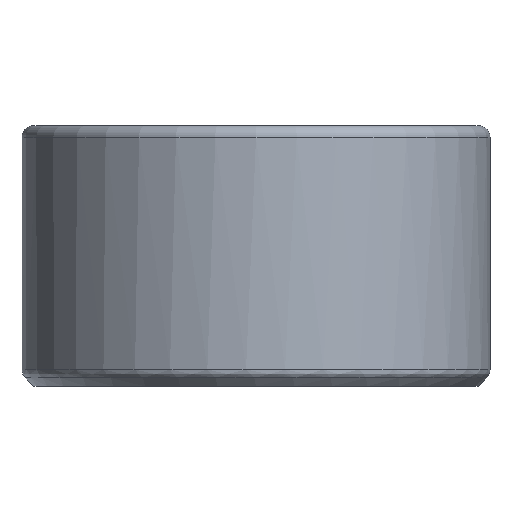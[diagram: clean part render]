
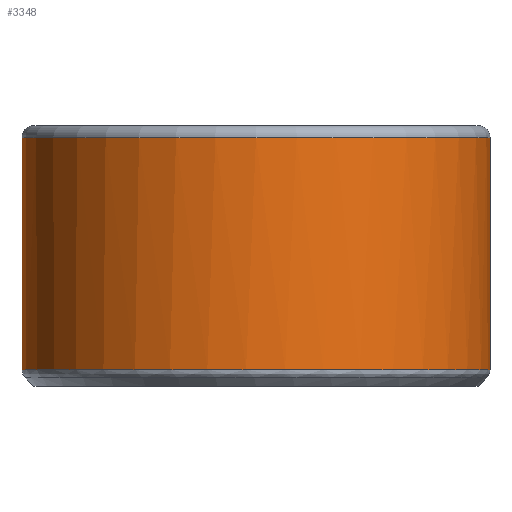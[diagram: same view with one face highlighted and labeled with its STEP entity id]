
A CAD part, front view. The second image highlights one B-rep face of the part: STEP entity #3348.
In plain terms, the highlighted cylindrical face has radius 19.75 mm (diameter 39.5 mm), a full revolution.
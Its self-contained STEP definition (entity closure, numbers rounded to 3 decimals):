
#484 = ( BOUNDED_SURFACE() B_SPLINE_SURFACE(2,14,(
    (#485,#486,#487,#488,#489,#490,#491,#492,#493,#494,#495,#496,#497
      ,#498,#499)
    ,(#500,#501,#502,#503,#504,#505,#506,#507,#508,#509,#510,#511,#512
      ,#513,#514)
    ,(#515,#516,#517,#518,#519,#520,#521,#522,#523,#524,#525,#526,#527
      ,#528,#529
)),.UNSPECIFIED.,.F.,.T.,.F.) B_SPLINE_SURFACE_WITH_KNOTS((3,3),(15,15),
  (0.,124.093),(0.,124.093),
.PIECEWISE_BEZIER_KNOTS.) GEOMETRIC_REPRESENTATION_ITEM() 
RATIONAL_B_SPLINE_SURFACE((
    (1.,1.,1.,1.,1.
      ,1.,1.,1.,1.
      ,1.,1.,1.,1.,1.,1.
      )
    ,(0.924,0.924,0.924,0.924
      ,0.924,0.924,0.924,0.924
      ,0.924,0.924,0.924,0.924
      ,0.924,0.924,0.924)
    ,(1.,1.,1.,1.,1.
      ,1.,1.,1.,1.
      ,1.,1.,1.,1.,1.,1.
))) REPRESENTATION_ITEM('') SURFACE() );
#485 = CARTESIAN_POINT('',(19.75,0.,1.414));
#486 = CARTESIAN_POINT('',(19.75,8.736,1.414
    ));
#487 = CARTESIAN_POINT('',(15.59,17.657,
    1.414));
#488 = CARTESIAN_POINT('',(6.976,24.439,1.414
    ));
#489 = CARTESIAN_POINT('',(-4.773,26.669,
    1.414));
#490 = CARTESIAN_POINT('',(-16.944,22.255,
    1.414));
#491 = CARTESIAN_POINT('',(-25.108,13.517,
    1.414));
#492 = CARTESIAN_POINT('',(-30.273,0.,
    1.414));
#493 = CARTESIAN_POINT('',(-25.108,-13.517,1.414
    ));
#494 = CARTESIAN_POINT('',(-16.944,-22.255,
    1.414));
#495 = CARTESIAN_POINT('',(-4.773,-26.669,
    1.414));
#496 = CARTESIAN_POINT('',(6.976,-24.439,1.414)
  );
#497 = CARTESIAN_POINT('',(15.59,-17.657,
    1.414));
#498 = CARTESIAN_POINT('',(19.75,-8.736,
    1.414));
#499 = CARTESIAN_POINT('',(19.75,0.,1.414));
#500 = CARTESIAN_POINT('',(19.75,0.,1.));
#501 = CARTESIAN_POINT('',(19.75,8.736,1.));
#502 = CARTESIAN_POINT('',(15.59,17.657,1.));
#503 = CARTESIAN_POINT('',(6.976,24.439,1.));
#504 = CARTESIAN_POINT('',(-4.773,26.669,1.
    ));
#505 = CARTESIAN_POINT('',(-16.944,22.255,
    1.));
#506 = CARTESIAN_POINT('',(-25.108,13.517,
    1.));
#507 = CARTESIAN_POINT('',(-30.273,0.,
    1.));
#508 = CARTESIAN_POINT('',(-25.108,-13.517,1.
    ));
#509 = CARTESIAN_POINT('',(-16.944,-22.255,
    1.));
#510 = CARTESIAN_POINT('',(-4.773,-26.669,
    1.));
#511 = CARTESIAN_POINT('',(6.976,-24.439,1.));
#512 = CARTESIAN_POINT('',(15.59,-17.657,1.));
#513 = CARTESIAN_POINT('',(19.75,-8.736,1.));
#514 = CARTESIAN_POINT('',(19.75,0.,1.));
#515 = CARTESIAN_POINT('',(19.457,0.,0.707));
#516 = CARTESIAN_POINT('',(19.457,8.606,0.707
    ));
#517 = CARTESIAN_POINT('',(15.359,17.395,
    0.707));
#518 = CARTESIAN_POINT('',(6.872,24.077,0.707
    ));
#519 = CARTESIAN_POINT('',(-4.702,26.273,
    0.707));
#520 = CARTESIAN_POINT('',(-16.692,21.925,
    0.707));
#521 = CARTESIAN_POINT('',(-24.736,13.317,
    0.707));
#522 = CARTESIAN_POINT('',(-29.824,0.,
    0.707));
#523 = CARTESIAN_POINT('',(-24.736,-13.317,0.707
    ));
#524 = CARTESIAN_POINT('',(-16.692,-21.925,
    0.707));
#525 = CARTESIAN_POINT('',(-4.702,-26.273,
    0.707));
#526 = CARTESIAN_POINT('',(6.872,-24.077,0.707
    ));
#527 = CARTESIAN_POINT('',(15.359,-17.395,
    0.707));
#528 = CARTESIAN_POINT('',(19.457,-8.606,
    0.707));
#529 = CARTESIAN_POINT('',(19.457,0.,
    0.707));
#1855 = VERTEX_POINT('',#1856);
#1856 = CARTESIAN_POINT('',(19.75,0.,1.414));
#1877 = EDGE_CURVE('',#1855,#1855,#1878,.T.);
#1878 = SURFACE_CURVE('',#1879,(#1895,#1902),.PCURVE_S1.);
#1879 = ( BOUNDED_CURVE() B_SPLINE_CURVE(14,(#1880,#1881,#1882,#1883,
    #1884,#1885,#1886,#1887,#1888,#1889,#1890,#1891,#1892,#1893,#1894),
.UNSPECIFIED.,.T.,.F.) B_SPLINE_CURVE_WITH_KNOTS((15,15),(
0.,124.093),.PIECEWISE_BEZIER_KNOTS.) CURVE() 
GEOMETRIC_REPRESENTATION_ITEM() RATIONAL_B_SPLINE_CURVE((1.,
    1.,1.,1.,1.,
    1.,1.,1.,1.,
    1.,1.,1.,1.,1.,1.)) 
REPRESENTATION_ITEM('') );
#1880 = CARTESIAN_POINT('',(19.75,0.,1.414));
#1881 = CARTESIAN_POINT('',(19.75,8.736,
    1.414));
#1882 = CARTESIAN_POINT('',(15.59,17.657,
    1.414));
#1883 = CARTESIAN_POINT('',(6.976,24.439,
    1.414));
#1884 = CARTESIAN_POINT('',(-4.773,26.669,
    1.414));
#1885 = CARTESIAN_POINT('',(-16.944,22.255,
    1.414));
#1886 = CARTESIAN_POINT('',(-25.108,13.517,
    1.414));
#1887 = CARTESIAN_POINT('',(-30.273,0.,
    1.414));
#1888 = CARTESIAN_POINT('',(-25.108,-13.517,
    1.414));
#1889 = CARTESIAN_POINT('',(-16.944,-22.255,
    1.414));
#1890 = CARTESIAN_POINT('',(-4.773,-26.669,
    1.414));
#1891 = CARTESIAN_POINT('',(6.976,-24.439,1.414)
  );
#1892 = CARTESIAN_POINT('',(15.59,-17.657,
    1.414));
#1893 = CARTESIAN_POINT('',(19.75,-8.736,
    1.414));
#1894 = CARTESIAN_POINT('',(19.75,0.,1.414));
#1895 = PCURVE('',#484,#1896);
#1896 = DEFINITIONAL_REPRESENTATION('',(#1897),#1901);
#1897 = LINE('',#1898,#1899);
#1898 = CARTESIAN_POINT('',(0.,0.));
#1899 = VECTOR('',#1900,1.);
#1900 = DIRECTION('',(0.,1.));
#1901 = ( GEOMETRIC_REPRESENTATION_CONTEXT(2) 
PARAMETRIC_REPRESENTATION_CONTEXT() REPRESENTATION_CONTEXT('2D SPACE',''
  ) );
#1902 = PCURVE('',#1903,#1908);
#1903 = CYLINDRICAL_SURFACE('',#1904,19.75);
#1904 = AXIS2_PLACEMENT_3D('',#1905,#1906,#1907);
#1905 = CARTESIAN_POINT('',(0.,0.,0.));
#1906 = DIRECTION('',(-0.,-0.,-1.));
#1907 = DIRECTION('',(1.,0.,0.));
#1908 = DEFINITIONAL_REPRESENTATION('',(#1909),#1930);
#1909 = B_SPLINE_CURVE_WITH_KNOTS('',10,(#1910,#1911,#1912,#1913,#1914,
    #1915,#1916,#1917,#1918,#1919,#1920,#1921,#1922,#1923,#1924,#1925,
    #1926,#1927,#1928,#1929),.UNSPECIFIED.,.F.,.F.,(11,9,11),(
    0.,62.046,124.093),.UNSPECIFIED.);
#1910 = CARTESIAN_POINT('',(0.,-1.414));
#1911 = CARTESIAN_POINT('',(-0.31,-1.414));
#1912 = CARTESIAN_POINT('',(-0.624,-1.414));
#1913 = CARTESIAN_POINT('',(-0.94,-1.414));
#1914 = CARTESIAN_POINT('',(-1.256,-1.414));
#1915 = CARTESIAN_POINT('',(-1.57,-1.414));
#1916 = CARTESIAN_POINT('',(-1.885,-1.414));
#1917 = CARTESIAN_POINT('',(-2.199,-1.414));
#1918 = CARTESIAN_POINT('',(-2.513,-1.414));
#1919 = CARTESIAN_POINT('',(-2.827,-1.414));
#1920 = CARTESIAN_POINT('',(-3.456,-1.414));
#1921 = CARTESIAN_POINT('',(-3.77,-1.414));
#1922 = CARTESIAN_POINT('',(-4.084,-1.414));
#1923 = CARTESIAN_POINT('',(-4.398,-1.414));
#1924 = CARTESIAN_POINT('',(-4.713,-1.414));
#1925 = CARTESIAN_POINT('',(-5.027,-1.414));
#1926 = CARTESIAN_POINT('',(-5.343,-1.414));
#1927 = CARTESIAN_POINT('',(-5.659,-1.414));
#1928 = CARTESIAN_POINT('',(-5.974,-1.414));
#1929 = CARTESIAN_POINT('',(-6.283,-1.414));
#1930 = ( GEOMETRIC_REPRESENTATION_CONTEXT(2) 
PARAMETRIC_REPRESENTATION_CONTEXT() REPRESENTATION_CONTEXT('2D SPACE',''
  ) );
#3348 = ADVANCED_FACE('',(#3349),#1903,.T.);
#3349 = FACE_BOUND('',#3350,.F.);
#3350 = EDGE_LOOP('',(#3351,#3374,#3401,#3402));
#3351 = ORIENTED_EDGE('',*,*,#3352,.T.);
#3352 = EDGE_CURVE('',#1855,#3353,#3355,.T.);
#3353 = VERTEX_POINT('',#3354);
#3354 = CARTESIAN_POINT('',(19.75,0.,21.));
#3355 = SEAM_CURVE('',#3356,(#3360,#3367),.PCURVE_S1.);
#3356 = LINE('',#3357,#3358);
#3357 = CARTESIAN_POINT('',(19.75,0.,0.));
#3358 = VECTOR('',#3359,1.);
#3359 = DIRECTION('',(0.,0.,1.));
#3360 = PCURVE('',#1903,#3361);
#3361 = DEFINITIONAL_REPRESENTATION('',(#3362),#3366);
#3362 = LINE('',#3363,#3364);
#3363 = CARTESIAN_POINT('',(-0.,0.));
#3364 = VECTOR('',#3365,1.);
#3365 = DIRECTION('',(-0.,-1.));
#3366 = ( GEOMETRIC_REPRESENTATION_CONTEXT(2) 
PARAMETRIC_REPRESENTATION_CONTEXT() REPRESENTATION_CONTEXT('2D SPACE',''
  ) );
#3367 = PCURVE('',#1903,#3368);
#3368 = DEFINITIONAL_REPRESENTATION('',(#3369),#3373);
#3369 = LINE('',#3370,#3371);
#3370 = CARTESIAN_POINT('',(-6.283,0.));
#3371 = VECTOR('',#3372,1.);
#3372 = DIRECTION('',(-0.,-1.));
#3373 = ( GEOMETRIC_REPRESENTATION_CONTEXT(2) 
PARAMETRIC_REPRESENTATION_CONTEXT() REPRESENTATION_CONTEXT('2D SPACE',''
  ) );
#3374 = ORIENTED_EDGE('',*,*,#3375,.T.);
#3375 = EDGE_CURVE('',#3353,#3353,#3376,.T.);
#3376 = SURFACE_CURVE('',#3377,(#3382,#3389),.PCURVE_S1.);
#3377 = CIRCLE('',#3378,19.75);
#3378 = AXIS2_PLACEMENT_3D('',#3379,#3380,#3381);
#3379 = CARTESIAN_POINT('',(0.,0.,21.));
#3380 = DIRECTION('',(0.,0.,1.));
#3381 = DIRECTION('',(1.,0.,-0.));
#3382 = PCURVE('',#1903,#3383);
#3383 = DEFINITIONAL_REPRESENTATION('',(#3384),#3388);
#3384 = LINE('',#3385,#3386);
#3385 = CARTESIAN_POINT('',(-0.,-21.));
#3386 = VECTOR('',#3387,1.);
#3387 = DIRECTION('',(-1.,0.));
#3388 = ( GEOMETRIC_REPRESENTATION_CONTEXT(2) 
PARAMETRIC_REPRESENTATION_CONTEXT() REPRESENTATION_CONTEXT('2D SPACE',''
  ) );
#3389 = PCURVE('',#3390,#3395);
#3390 = TOROIDAL_SURFACE('',#3391,18.75,1.);
#3391 = AXIS2_PLACEMENT_3D('',#3392,#3393,#3394);
#3392 = CARTESIAN_POINT('',(0.,0.,21.));
#3393 = DIRECTION('',(0.,0.,1.));
#3394 = DIRECTION('',(1.,0.,-0.));
#3395 = DEFINITIONAL_REPRESENTATION('',(#3396),#3400);
#3396 = LINE('',#3397,#3398);
#3397 = CARTESIAN_POINT('',(0.,0.));
#3398 = VECTOR('',#3399,1.);
#3399 = DIRECTION('',(1.,0.));
#3400 = ( GEOMETRIC_REPRESENTATION_CONTEXT(2) 
PARAMETRIC_REPRESENTATION_CONTEXT() REPRESENTATION_CONTEXT('2D SPACE',''
  ) );
#3401 = ORIENTED_EDGE('',*,*,#3352,.F.);
#3402 = ORIENTED_EDGE('',*,*,#1877,.F.);
